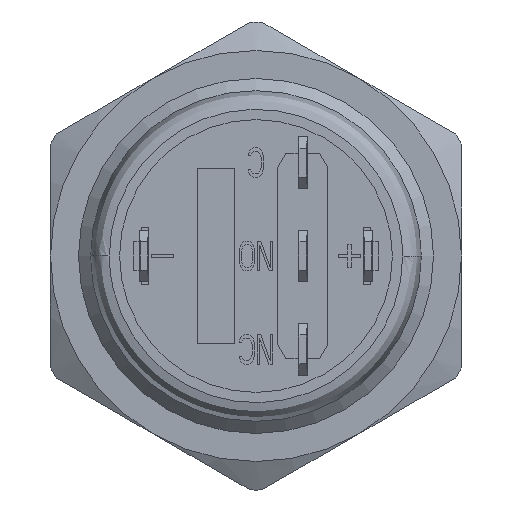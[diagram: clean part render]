
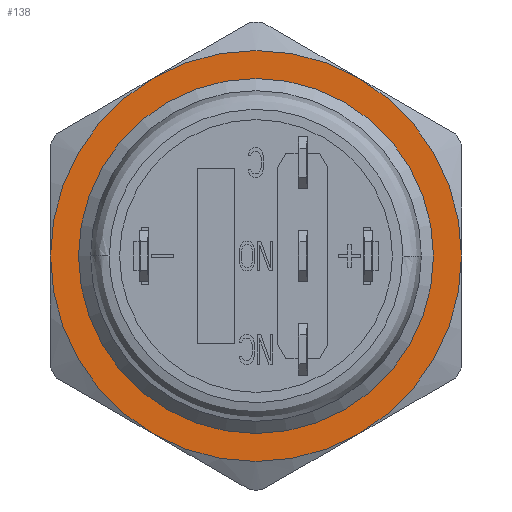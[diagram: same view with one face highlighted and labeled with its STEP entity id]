
A CAD part, front view. The second image highlights one B-rep face of the part: STEP entity #138.
In plain terms, the highlighted planar face has unit normal (0, -1, 0).
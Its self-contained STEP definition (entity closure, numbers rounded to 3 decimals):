
#138=ADVANCED_FACE('',(#3456,#3458),#3460,.F.);
#3456=FACE_BOUND('',#3457,.T.);
#3457=EDGE_LOOP('',(#5948,#5949,#5950,#5951,#5952,#5953));
#3458=FACE_BOUND('',#3459,.T.);
#3459=EDGE_LOOP('',(#5954,#5955));
#3460=PLANE('',#3461);
#3461=AXIS2_PLACEMENT_3D('',#3462,#3463,#3464);
#3462=CARTESIAN_POINT('',(0.,-5.7,0.));
#3463=DIRECTION('',(0.,1.,0.));
#3464=DIRECTION('',(1.,0.,0.));
#5948=ORIENTED_EDGE('',*,*,#7671,.F.);
#5949=ORIENTED_EDGE('',*,*,#7672,.F.);
#5950=ORIENTED_EDGE('',*,*,#7673,.T.);
#5951=ORIENTED_EDGE('',*,*,#7674,.F.);
#5952=ORIENTED_EDGE('',*,*,#7675,.F.);
#5953=ORIENTED_EDGE('',*,*,#7676,.T.);
#5954=ORIENTED_EDGE('',*,*,#7667,.F.);
#5955=ORIENTED_EDGE('',*,*,#7668,.F.);
#7667=EDGE_CURVE('',#8746,#8747,#8748,.T.);
#7668=EDGE_CURVE('',#8747,#8746,#8749,.T.);
#7671=EDGE_CURVE('',#8754,#8755,#8756,.T.);
#7672=EDGE_CURVE('',#8757,#8754,#8758,.T.);
#7673=EDGE_CURVE('',#8757,#8759,#8760,.T.);
#7674=EDGE_CURVE('',#8761,#8759,#8762,.T.);
#7675=EDGE_CURVE('',#8763,#8761,#8764,.T.);
#7676=EDGE_CURVE('',#8763,#8755,#8765,.T.);
#8746=VERTEX_POINT('',#10767);
#8747=VERTEX_POINT('',#10768);
#8748=CIRCLE('',#10769,9.5);
#8749=CIRCLE('',#10773,9.5);
#8754=VERTEX_POINT('',#10787);
#8755=VERTEX_POINT('',#10788);
#8756=CIRCLE('',#10789,11.);
#8757=VERTEX_POINT('',#10793);
#8758=CIRCLE('',#10794,11.);
#8759=VERTEX_POINT('',#10798);
#8760=CIRCLE('',#10799,11.);
#8761=VERTEX_POINT('',#10803);
#8762=CIRCLE('',#10804,11.);
#8763=VERTEX_POINT('',#10808);
#8764=CIRCLE('',#10809,11.);
#8765=CIRCLE('',#10813,11.);
#10767=CARTESIAN_POINT('',(0.,-5.7,9.5));
#10768=CARTESIAN_POINT('',(-9.5,-5.7,0.));
#10769=AXIS2_PLACEMENT_3D('',#10770,#10771,#10772);
#10770=CARTESIAN_POINT('',(0.,-5.7,0.));
#10771=DIRECTION('',(0.,-1.,0.));
#10772=DIRECTION('',(0.,0.,1.));
#10773=AXIS2_PLACEMENT_3D('',#10774,#10775,#10776);
#10774=CARTESIAN_POINT('',(0.,-5.7,0.));
#10775=DIRECTION('',(0.,-1.,0.));
#10776=DIRECTION('',(-1.,0.,0.));
#10787=CARTESIAN_POINT('',(5.5,-5.7,9.526));
#10788=CARTESIAN_POINT('',(11.,-5.7,0.));
#10789=AXIS2_PLACEMENT_3D('',#10790,#10791,#10792);
#10790=CARTESIAN_POINT('',(0.,-5.7,0.));
#10791=DIRECTION('',(0.,1.,0.));
#10792=DIRECTION('',(0.5,0.,0.866));
#10793=CARTESIAN_POINT('',(-5.5,-5.7,9.526));
#10794=AXIS2_PLACEMENT_3D('',#10795,#10796,#10797);
#10795=CARTESIAN_POINT('',(0.,-5.7,0.));
#10796=DIRECTION('',(0.,1.,0.));
#10797=DIRECTION('',(-0.5,0.,0.866));
#10798=CARTESIAN_POINT('',(-11.,-5.7,0.));
#10799=AXIS2_PLACEMENT_3D('',#10800,#10801,#10802);
#10800=CARTESIAN_POINT('',(0.,-5.7,0.));
#10801=DIRECTION('',(0.,-1.,0.));
#10802=DIRECTION('',(-0.5,0.,0.866));
#10803=CARTESIAN_POINT('',(-5.5,-5.7,-9.526));
#10804=AXIS2_PLACEMENT_3D('',#10805,#10806,#10807);
#10805=CARTESIAN_POINT('',(0.,-5.7,0.));
#10806=DIRECTION('',(0.,1.,0.));
#10807=DIRECTION('',(-0.5,0.,-0.866));
#10808=CARTESIAN_POINT('',(5.5,-5.7,-9.526));
#10809=AXIS2_PLACEMENT_3D('',#10810,#10811,#10812);
#10810=CARTESIAN_POINT('',(0.,-5.7,0.));
#10811=DIRECTION('',(0.,1.,0.));
#10812=DIRECTION('',(0.5,0.,-0.866));
#10813=AXIS2_PLACEMENT_3D('',#10814,#10815,#10816);
#10814=CARTESIAN_POINT('',(0.,-5.7,0.));
#10815=DIRECTION('',(0.,-1.,0.));
#10816=DIRECTION('',(0.5,0.,-0.866));
